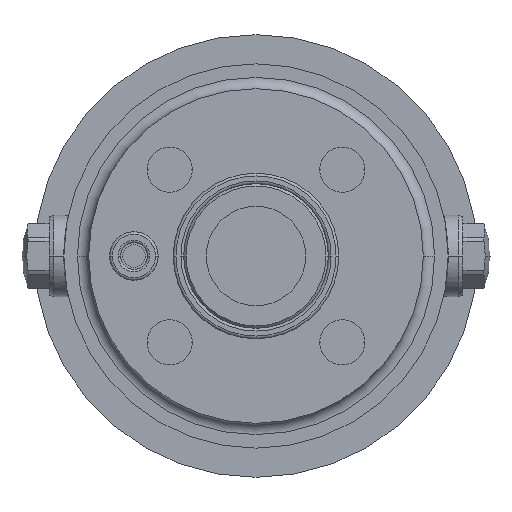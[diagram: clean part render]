
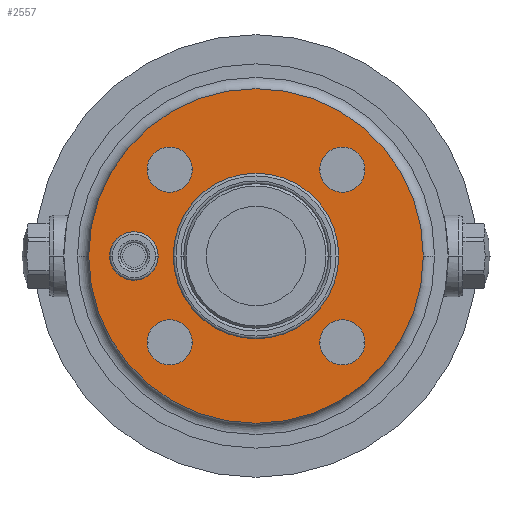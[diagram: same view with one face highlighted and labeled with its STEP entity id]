
A CAD part, front view. The second image highlights one B-rep face of the part: STEP entity #2557.
In plain terms, the highlighted planar face has unit normal (0, -1, 0).
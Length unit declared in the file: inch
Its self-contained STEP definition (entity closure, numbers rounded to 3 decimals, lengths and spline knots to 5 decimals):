
#212=CARTESIAN_POINT('',(0.75197,0.,0.75197));
#213=DIRECTION('',(0.,-1.,0.));
#214=DIRECTION('',(-1.,0.,0.));
#215=AXIS2_PLACEMENT_3D('',#212,#213,#214);
#220=CARTESIAN_POINT('',(0.75197,0.,0.75197));
#221=DIRECTION('',(0.,-1.,0.));
#222=DIRECTION('',(1.,0.,0.));
#223=AXIS2_PLACEMENT_3D('',#220,#221,#222);
#228=CARTESIAN_POINT('',(-0.75197,0.,0.75197));
#229=DIRECTION('',(0.,-1.,0.));
#230=DIRECTION('',(-1.,0.,0.));
#231=AXIS2_PLACEMENT_3D('',#228,#229,#230);
#236=CARTESIAN_POINT('',(-0.75197,0.,0.75197));
#237=DIRECTION('',(0.,-1.,0.));
#238=DIRECTION('',(1.,0.,0.));
#239=AXIS2_PLACEMENT_3D('',#236,#237,#238);
#244=CARTESIAN_POINT('',(0.75197,0.,-0.75197));
#245=DIRECTION('',(0.,-1.,0.));
#246=DIRECTION('',(-1.,0.,0.));
#247=AXIS2_PLACEMENT_3D('',#244,#245,#246);
#252=CARTESIAN_POINT('',(0.75197,0.,-0.75197));
#253=DIRECTION('',(0.,-1.,0.));
#254=DIRECTION('',(1.,0.,0.));
#255=AXIS2_PLACEMENT_3D('',#252,#253,#254);
#260=CARTESIAN_POINT('',(-0.75197,0.,-0.75197));
#261=DIRECTION('',(0.,-1.,0.));
#262=DIRECTION('',(-1.,0.,0.));
#263=AXIS2_PLACEMENT_3D('',#260,#261,#262);
#268=CARTESIAN_POINT('',(-0.75197,0.,-0.75197));
#269=DIRECTION('',(0.,-1.,0.));
#270=DIRECTION('',(1.,0.,0.));
#271=AXIS2_PLACEMENT_3D('',#268,#269,#270);
#292=CARTESIAN_POINT('',(-1.06299,0.,0.));
#293=DIRECTION('',(0.,1.,0.));
#294=DIRECTION('',(1.,0.,0.));
#295=AXIS2_PLACEMENT_3D('',#292,#293,#294);
#300=CARTESIAN_POINT('',(-1.06299,0.,0.));
#301=DIRECTION('',(0.,1.,0.));
#302=DIRECTION('',(-1.,0.,0.));
#303=AXIS2_PLACEMENT_3D('',#300,#301,#302);
#308=CARTESIAN_POINT('',(0.,0.,0.));
#309=DIRECTION('',(0.,1.,0.));
#310=DIRECTION('',(-1.,0.,0.));
#311=AXIS2_PLACEMENT_3D('',#308,#309,#310);
#316=CARTESIAN_POINT('',(0.,0.,0.));
#317=DIRECTION('',(0.,1.,0.));
#318=DIRECTION('',(1.,0.,0.));
#319=AXIS2_PLACEMENT_3D('',#316,#317,#318);
#324=CARTESIAN_POINT('',(0.,0.,0.));
#325=DIRECTION('',(0.,1.,0.));
#326=DIRECTION('',(1.,0.,0.));
#327=AXIS2_PLACEMENT_3D('',#324,#325,#326);
#339=CARTESIAN_POINT('',(0.,0.,0.));
#340=DIRECTION('',(0.,-1.,0.));
#341=DIRECTION('',(1.,0.,0.));
#342=AXIS2_PLACEMENT_3D('',#339,#340,#341);
#2120=CARTESIAN_POINT('',(1.45669,0.,0.));
#2122=VERTEX_POINT('',#2120);
#2144=CARTESIAN_POINT('',(-1.45669,0.,0.));
#2146=VERTEX_POINT('',#2144);
#2186=CARTESIAN_POINT('',(0.55512,0.,0.75197));
#2187=CARTESIAN_POINT('',(0.94882,0.,0.75197));
#2188=VERTEX_POINT('',#2186);
#2189=VERTEX_POINT('',#2187);
#2200=CARTESIAN_POINT('',(-0.94882,0.,0.75197));
#2201=VERTEX_POINT('',#2200);
#2202=CARTESIAN_POINT('',(-0.55512,0.,0.75197));
#2203=VERTEX_POINT('',#2202);
#2214=CARTESIAN_POINT('',(0.55512,0.,-0.75197));
#2215=VERTEX_POINT('',#2214);
#2216=CARTESIAN_POINT('',(0.94882,0.,-0.75197));
#2217=VERTEX_POINT('',#2216);
#2228=CARTESIAN_POINT('',(-0.94882,0.,-0.75197));
#2229=VERTEX_POINT('',#2228);
#2230=CARTESIAN_POINT('',(-0.55512,0.,-0.75197));
#2231=VERTEX_POINT('',#2230);
#2244=CARTESIAN_POINT('',(-0.87402,0.,0.));
#2245=CARTESIAN_POINT('',(-1.25197,0.,0.));
#2246=VERTEX_POINT('',#2244);
#2247=VERTEX_POINT('',#2245);
#2268=CARTESIAN_POINT('',(-0.69685,0.,0.));
#2269=CARTESIAN_POINT('',(0.69685,0.,0.));
#2270=VERTEX_POINT('',#2268);
#2271=VERTEX_POINT('',#2269);
#2511=CARTESIAN_POINT('',(0.,0.,0.));
#2512=DIRECTION('',(0.,1.,0.));
#2513=DIRECTION('',(1.,0.,0.));
#2514=AXIS2_PLACEMENT_3D('',#2511,#2512,#2513);
#2515=PLANE('',#2514);
#2517=ORIENTED_EDGE('',*,*,#2516,.T.);
#2519=ORIENTED_EDGE('',*,*,#2518,.F.);
#2520=EDGE_LOOP('',(#2517,#2519));
#2521=FACE_OUTER_BOUND('',#2520,.F.);
#2523=ORIENTED_EDGE('',*,*,#2522,.T.);
#2525=ORIENTED_EDGE('',*,*,#2524,.T.);
#2526=EDGE_LOOP('',(#2523,#2525));
#2527=FACE_BOUND('',#2526,.F.);
#2529=ORIENTED_EDGE('',*,*,#2528,.T.);
#2531=ORIENTED_EDGE('',*,*,#2530,.T.);
#2532=EDGE_LOOP('',(#2529,#2531));
#2533=FACE_BOUND('',#2532,.F.);
#2535=ORIENTED_EDGE('',*,*,#2534,.T.);
#2537=ORIENTED_EDGE('',*,*,#2536,.T.);
#2538=EDGE_LOOP('',(#2535,#2537));
#2539=FACE_BOUND('',#2538,.F.);
#2541=ORIENTED_EDGE('',*,*,#2540,.T.);
#2543=ORIENTED_EDGE('',*,*,#2542,.T.);
#2544=EDGE_LOOP('',(#2541,#2543));
#2545=FACE_BOUND('',#2544,.F.);
#2547=ORIENTED_EDGE('',*,*,#2546,.F.);
#2549=ORIENTED_EDGE('',*,*,#2548,.F.);
#2550=EDGE_LOOP('',(#2547,#2549));
#2551=FACE_BOUND('',#2550,.F.);
#2553=ORIENTED_EDGE('',*,*,#2552,.F.);
#2554=ORIENTED_EDGE('',*,*,#2489,.F.);
#2555=EDGE_LOOP('',(#2553,#2554));
#2556=FACE_BOUND('',#2555,.F.);
#216=CIRCLE('',#215,0.19685);
#224=CIRCLE('',#223,0.19685);
#232=CIRCLE('',#231,0.19685);
#240=CIRCLE('',#239,0.19685);
#248=CIRCLE('',#247,0.19685);
#256=CIRCLE('',#255,0.19685);
#264=CIRCLE('',#263,0.19685);
#272=CIRCLE('',#271,0.19685);
#296=CIRCLE('',#295,0.18898);
#304=CIRCLE('',#303,0.18898);
#312=CIRCLE('',#311,0.69685);
#320=CIRCLE('',#319,0.69685);
#328=CIRCLE('',#327,1.45669);
#343=CIRCLE('',#342,1.45669);
#2489=EDGE_CURVE('',#2271,#2270,#320,.T.);
#2516=EDGE_CURVE('',#2122,#2146,#328,.T.);
#2518=EDGE_CURVE('',#2122,#2146,#343,.T.);
#2522=EDGE_CURVE('',#2188,#2189,#216,.T.);
#2524=EDGE_CURVE('',#2189,#2188,#224,.T.);
#2528=EDGE_CURVE('',#2201,#2203,#232,.T.);
#2530=EDGE_CURVE('',#2203,#2201,#240,.T.);
#2534=EDGE_CURVE('',#2215,#2217,#248,.T.);
#2536=EDGE_CURVE('',#2217,#2215,#256,.T.);
#2540=EDGE_CURVE('',#2229,#2231,#264,.T.);
#2542=EDGE_CURVE('',#2231,#2229,#272,.T.);
#2546=EDGE_CURVE('',#2246,#2247,#296,.T.);
#2548=EDGE_CURVE('',#2247,#2246,#304,.T.);
#2552=EDGE_CURVE('',#2270,#2271,#312,.T.);
#2557=ADVANCED_FACE('',(#2521,#2527,#2533,#2539,#2545,#2551,#2556),#2515,.F.);
